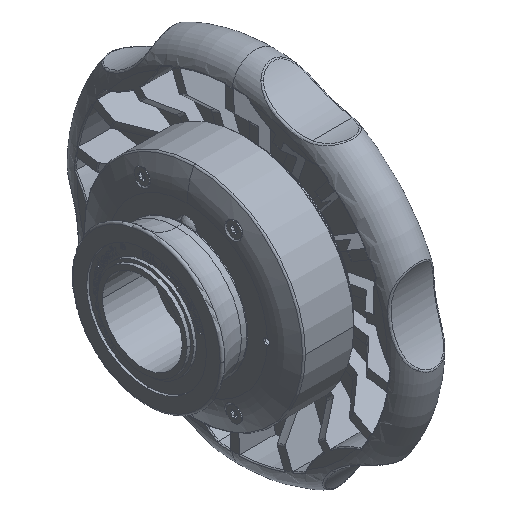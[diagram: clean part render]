
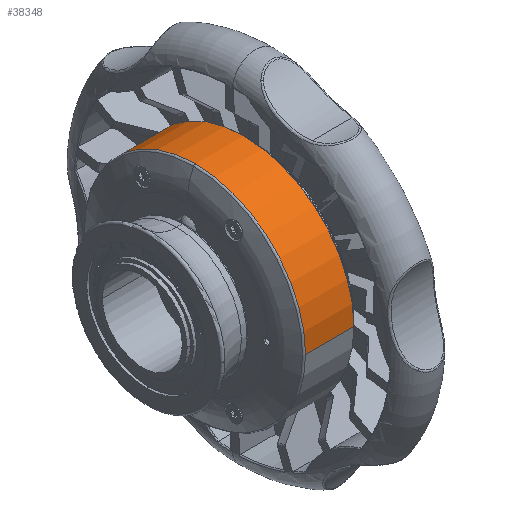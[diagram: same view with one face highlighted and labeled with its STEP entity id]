
A CAD part, isometric view. The second image highlights one B-rep face of the part: STEP entity #38348.
In plain terms, the highlighted cylindrical face has radius 55.4 mm (diameter 110.8 mm), a partial arc.
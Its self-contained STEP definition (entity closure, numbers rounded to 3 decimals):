
#510 = CARTESIAN_POINT ( 'NONE',  ( -18.57, 0., 0. ) ) ;
#2047 = AXIS2_PLACEMENT_3D ( 'NONE', #73628, #52658, #74078 ) ;
#2344 = VECTOR ( 'NONE', #61359, 1000. ) ;
#3759 = DIRECTION ( 'NONE',  ( 1., 0., 0. ) ) ;
#5652 = AXIS2_PLACEMENT_3D ( 'NONE', #510, #68703, #19579 ) ;
#5828 = VECTOR ( 'NONE', #43803, 1000. ) ;
#6432 = VERTEX_POINT ( 'NONE', #63743 ) ;
#9848 = VERTEX_POINT ( 'NONE', #59048 ) ;
#10566 = FACE_OUTER_BOUND ( 'NONE', #52656, .T. ) ;
#11002 = DIRECTION ( 'NONE',  ( 0., 1., 0. ) ) ;
#12644 = VERTEX_POINT ( 'NONE', #73551 ) ;
#13182 = VERTEX_POINT ( 'NONE', #13793 ) ;
#13793 = CARTESIAN_POINT ( 'NONE',  ( 5.8, -55.4, 0. ) ) ;
#14442 = EDGE_CURVE ( 'NONE', #22629, #12644, #78428, .T. ) ;
#16080 = CARTESIAN_POINT ( 'NONE',  ( 85.845, 55.4, 0. ) ) ;
#19579 = DIRECTION ( 'NONE',  ( 0., 0., 1. ) ) ;
#22629 = VERTEX_POINT ( 'NONE', #23771 ) ;
#23771 = CARTESIAN_POINT ( 'NONE',  ( -18.57, 55.4, 0. ) ) ;
#38348 = ADVANCED_FACE ( 'NONE', ( #10566 ), #80603, .T. ) ;
#38576 = ORIENTED_EDGE ( 'NONE', *, *, #48398, .F. ) ;
#39337 = ORIENTED_EDGE ( 'NONE', *, *, #86543, .F. ) ;
#41981 = CARTESIAN_POINT ( 'NONE',  ( -18.57, 0., 0. ) ) ;
#43803 = DIRECTION ( 'NONE',  ( 1., 0., 0. ) ) ;
#44831 = CIRCLE ( 'NONE', #5652, 55.4 ) ;
#45738 = EDGE_CURVE ( 'NONE', #6432, #22629, #84526, .T. ) ;
#47708 = CARTESIAN_POINT ( 'NONE',  ( 85.845, -55.4, 0. ) ) ;
#48398 = EDGE_CURVE ( 'NONE', #9848, #6432, #44831, .T. ) ;
#51077 = AXIS2_PLACEMENT_3D ( 'NONE', #41981, #77051, #76152 ) ;
#52656 = EDGE_LOOP ( 'NONE', ( #38576, #73844, #39337, #86423, #85628 ) ) ;
#52658 = DIRECTION ( 'NONE',  ( 1., 0., 0. ) ) ;
#53641 = LINE ( 'NONE', #47708, #2344 ) ;
#54988 = EDGE_CURVE ( 'NONE', #9848, #13182, #53641, .T. ) ;
#59048 = CARTESIAN_POINT ( 'NONE',  ( -18.57, -55.4, 0. ) ) ;
#61359 = DIRECTION ( 'NONE',  ( 1., 0., 0. ) ) ;
#63743 = CARTESIAN_POINT ( 'NONE',  ( -18.57, 0., 55.4 ) ) ;
#66051 = CARTESIAN_POINT ( 'NONE',  ( 85.845, 0., 0. ) ) ;
#67421 = AXIS2_PLACEMENT_3D ( 'NONE', #66051, #3759, #11002 ) ;
#68703 = DIRECTION ( 'NONE',  ( -1., 0., 0. ) ) ;
#73551 = CARTESIAN_POINT ( 'NONE',  ( 5.8, 55.4, 0. ) ) ;
#73628 = CARTESIAN_POINT ( 'NONE',  ( 5.8, 0., 0. ) ) ;
#73844 = ORIENTED_EDGE ( 'NONE', *, *, #54988, .T. ) ;
#74078 = DIRECTION ( 'NONE',  ( 0., -1., 0. ) ) ;
#76152 = DIRECTION ( 'NONE',  ( 0., 0., 1. ) ) ;
#77051 = DIRECTION ( 'NONE',  ( -1., 0., 0. ) ) ;
#78428 = LINE ( 'NONE', #16080, #5828 ) ;
#80479 = CIRCLE ( 'NONE', #2047, 55.4 ) ;
#80603 = CYLINDRICAL_SURFACE ( 'NONE', #67421, 55.4 ) ;
#84526 = CIRCLE ( 'NONE', #51077, 55.4 ) ;
#85628 = ORIENTED_EDGE ( 'NONE', *, *, #45738, .F. ) ;
#86423 = ORIENTED_EDGE ( 'NONE', *, *, #14442, .F. ) ;
#86543 = EDGE_CURVE ( 'NONE', #12644, #13182, #80479, .T. ) ;
